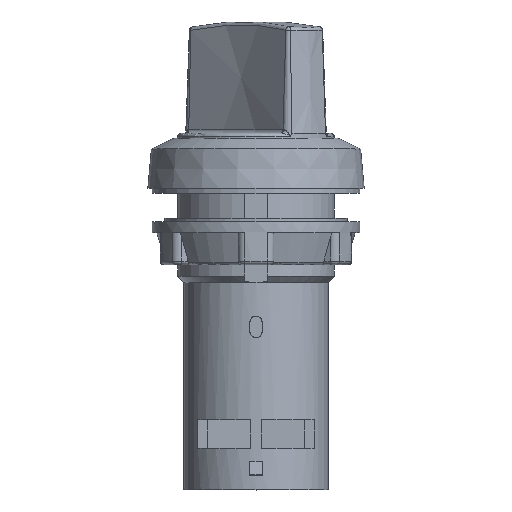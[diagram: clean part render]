
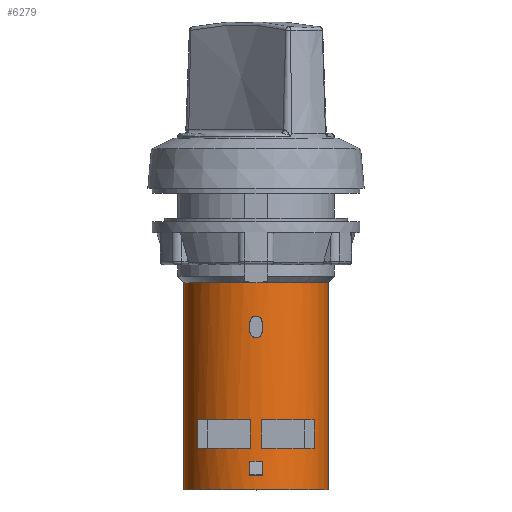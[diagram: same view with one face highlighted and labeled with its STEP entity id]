
A CAD part, top view. The second image highlights one B-rep face of the part: STEP entity #6279.
In plain terms, the highlighted cylindrical face has radius 10.1 mm (diameter 20.2 mm), a partial arc.
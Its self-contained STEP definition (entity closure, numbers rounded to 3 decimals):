
#302=CARTESIAN_POINT('',(0.,-13.2,10.1));
#304=CARTESIAN_POINT('',(0.,-13.2,0.));
#305=DIRECTION('',(0.,-1.,0.));
#306=DIRECTION('',(0.,0.,1.));
#307=AXIS2_PLACEMENT_3D('',#304,#305,#306);
#344=CARTESIAN_POINT('',(0.,-13.2,0.));
#345=DIRECTION('',(0.,-1.,0.));
#346=DIRECTION('',(1.,0.,0.));
#347=AXIS2_PLACEMENT_3D('',#344,#345,#346);
#1664=CARTESIAN_POINT('',(0.,-36.4,0.));
#1665=DIRECTION('',(0.,1.,0.));
#1666=DIRECTION('',(-0.804,0.,0.594));
#1667=AXIS2_PLACEMENT_3D('',#1664,#1665,#1666);
#1669=DIRECTION('',(0.,1.,0.));
#1670=VECTOR('',#1669,4.);
#1671=CARTESIAN_POINT('',(-0.8,-36.4,10.068));
#1672=LINE('',#1671,#1670);
#1673=CARTESIAN_POINT('',(0.,-32.4,0.));
#1674=DIRECTION('',(0.,1.,0.));
#1675=DIRECTION('',(-0.804,0.,0.594));
#1676=AXIS2_PLACEMENT_3D('',#1673,#1674,#1675);
#1678=DIRECTION('',(0.,1.,0.));
#1679=VECTOR('',#1678,4.);
#1680=CARTESIAN_POINT('',(-8.125,-36.4,6.));
#1681=LINE('',#1680,#1679);
#1682=CARTESIAN_POINT('',(0.,-36.4,0.));
#1683=DIRECTION('',(0.,1.,0.));
#1684=DIRECTION('',(0.079,0.,0.997));
#1685=AXIS2_PLACEMENT_3D('',#1682,#1683,#1684);
#1687=DIRECTION('',(0.,1.,0.));
#1688=VECTOR('',#1687,4.);
#1689=CARTESIAN_POINT('',(8.125,-36.4,6.));
#1690=LINE('',#1689,#1688);
#1691=CARTESIAN_POINT('',(0.,-32.4,0.));
#1692=DIRECTION('',(0.,1.,0.));
#1693=DIRECTION('',(0.079,0.,0.997));
#1694=AXIS2_PLACEMENT_3D('',#1691,#1692,#1693);
#1696=DIRECTION('',(0.,1.,0.));
#1697=VECTOR('',#1696,4.);
#1698=CARTESIAN_POINT('',(0.8,-36.4,10.068));
#1699=LINE('',#1698,#1697);
#1700=DIRECTION('',(0.,1.,0.));
#1701=VECTOR('',#1700,2.);
#1702=CARTESIAN_POINT('',(0.9,-40.2,10.06));
#1703=LINE('',#1702,#1701);
#1704=CARTESIAN_POINT('',(0.,-38.2,0.));
#1705=DIRECTION('',(0.,-1.,0.));
#1706=DIRECTION('',(0.089,0.,0.996));
#1707=AXIS2_PLACEMENT_3D('',#1704,#1705,#1706);
#1709=DIRECTION('',(0.,1.,0.));
#1710=VECTOR('',#1709,2.);
#1711=CARTESIAN_POINT('',(-0.9,-40.2,10.06));
#1712=LINE('',#1711,#1710);
#1713=CARTESIAN_POINT('',(0.,-40.2,0.));
#1714=DIRECTION('',(0.,1.,0.));
#1715=DIRECTION('',(-0.089,0.,0.996));
#1716=AXIS2_PLACEMENT_3D('',#1713,#1714,#1715);
#1718=CARTESIAN_POINT('',(0.85,-18.75,10.064));
#1719=CARTESIAN_POINT('',(0.85,-18.658,10.064));
#1720=CARTESIAN_POINT('',(0.822,-18.485,
10.067));
#1721=CARTESIAN_POINT('',(0.699,-18.242,
10.076));
#1722=CARTESIAN_POINT('',(0.508,-18.051,
10.088));
#1723=CARTESIAN_POINT('',(0.267,-17.928,
10.098));
#1724=CARTESIAN_POINT('',(0.,-17.886,10.101));
#1725=CARTESIAN_POINT('',(-0.267,-17.928,
10.098));
#1726=CARTESIAN_POINT('',(-0.508,-18.051,
10.088));
#1727=CARTESIAN_POINT('',(-0.699,-18.242,
10.076));
#1728=CARTESIAN_POINT('',(-0.822,-18.485,
10.067));
#1729=CARTESIAN_POINT('',(-0.85,-18.658,10.064));
#1730=CARTESIAN_POINT('',(-0.85,-18.75,10.064));
#1732=DIRECTION('',(0.,1.,0.));
#1733=VECTOR('',#1732,1.3);
#1734=CARTESIAN_POINT('',(-0.85,-20.05,10.064));
#1735=LINE('',#1734,#1733);
#1736=CARTESIAN_POINT('',(-0.85,-20.05,10.064));
#1737=CARTESIAN_POINT('',(-0.85,-20.142,10.064));
#1738=CARTESIAN_POINT('',(-0.822,-20.315,
10.067));
#1739=CARTESIAN_POINT('',(-0.699,-20.558,
10.076));
#1740=CARTESIAN_POINT('',(-0.508,-20.749,
10.088));
#1741=CARTESIAN_POINT('',(-0.267,-20.872,
10.098));
#1742=CARTESIAN_POINT('',(0.,-20.914,10.101));
#1743=CARTESIAN_POINT('',(0.267,-20.872,
10.098));
#1744=CARTESIAN_POINT('',(0.508,-20.749,
10.088));
#1745=CARTESIAN_POINT('',(0.699,-20.558,
10.076));
#1746=CARTESIAN_POINT('',(0.822,-20.315,
10.067));
#1747=CARTESIAN_POINT('',(0.85,-20.142,10.064));
#1748=CARTESIAN_POINT('',(0.85,-20.05,10.064));
#1750=DIRECTION('',(0.,1.,0.));
#1751=VECTOR('',#1750,1.3);
#1752=CARTESIAN_POINT('',(0.85,-20.05,10.064));
#1753=LINE('',#1752,#1751);
#1754=DIRECTION('',(0.,1.,0.));
#1755=VECTOR('',#1754,29.);
#1756=CARTESIAN_POINT('',(10.1,-42.2,0.));
#1757=LINE('',#1756,#1755);
#1758=CARTESIAN_POINT('',(0.,-42.2,0.));
#1759=DIRECTION('',(0.,-1.,0.));
#1760=DIRECTION('',(1.,0.,0.));
#1761=AXIS2_PLACEMENT_3D('',#1758,#1759,#1760);
#1763=DIRECTION('',(0.,1.,0.));
#1764=VECTOR('',#1763,29.);
#1765=CARTESIAN_POINT('',(-10.1,-42.2,0.));
#1766=LINE('',#1765,#1764);
#3373=CARTESIAN_POINT('',(10.1,-42.2,0.));
#3374=CARTESIAN_POINT('',(10.1,-13.2,0.));
#3375=VERTEX_POINT('',#3373);
#3376=VERTEX_POINT('',#3374);
#3389=CARTESIAN_POINT('',(-10.1,-42.2,0.));
#3390=CARTESIAN_POINT('',(-10.1,-13.2,0.));
#3391=VERTEX_POINT('',#3389);
#3392=VERTEX_POINT('',#3390);
#3419=CARTESIAN_POINT('',(-8.125,-36.4,6.));
#3420=CARTESIAN_POINT('',(-0.8,-36.4,10.068));
#3421=VERTEX_POINT('',#3419);
#3422=VERTEX_POINT('',#3420);
#3423=CARTESIAN_POINT('',(0.8,-36.4,10.068));
#3424=CARTESIAN_POINT('',(8.125,-36.4,6.));
#3425=VERTEX_POINT('',#3423);
#3426=VERTEX_POINT('',#3424);
#3427=CARTESIAN_POINT('',(-8.125,-32.4,6.));
#3428=CARTESIAN_POINT('',(-0.8,-32.4,10.068));
#3429=VERTEX_POINT('',#3427);
#3430=VERTEX_POINT('',#3428);
#3431=CARTESIAN_POINT('',(0.8,-32.4,10.068));
#3432=CARTESIAN_POINT('',(8.125,-32.4,6.));
#3433=VERTEX_POINT('',#3431);
#3434=VERTEX_POINT('',#3432);
#3467=CARTESIAN_POINT('',(0.9,-40.2,10.06));
#3468=CARTESIAN_POINT('',(0.9,-38.2,10.06));
#3469=VERTEX_POINT('',#3467);
#3470=VERTEX_POINT('',#3468);
#3471=CARTESIAN_POINT('',(-0.9,-40.2,10.06));
#3472=CARTESIAN_POINT('',(-0.9,-38.2,10.06));
#3473=VERTEX_POINT('',#3471);
#3474=VERTEX_POINT('',#3472);
#3476=CARTESIAN_POINT('',(0.85,-18.75,10.064));
#3478=VERTEX_POINT('',#3476);
#3485=CARTESIAN_POINT('',(0.85,-20.05,10.064));
#3486=VERTEX_POINT('',#3485);
#3487=CARTESIAN_POINT('',(-0.85,-20.05,10.064));
#3488=CARTESIAN_POINT('',(-0.85,-18.75,10.064));
#3489=VERTEX_POINT('',#3487);
#3490=VERTEX_POINT('',#3488);
#3521=VERTEX_POINT('',#302);
#6229=CARTESIAN_POINT('',(0.,-44.66,0.));
#6230=DIRECTION('',(0.,1.,0.));
#6231=DIRECTION('',(1.,0.,0.));
#6232=AXIS2_PLACEMENT_3D('',#6229,#6230,#6231);
#6233=CYLINDRICAL_SURFACE('',#6232,10.1);
#6234=ORIENTED_EDGE('',*,*,#4381,.F.);
#6235=ORIENTED_EDGE('',*,*,#5848,.F.);
#6236=ORIENTED_EDGE('',*,*,#6218,.T.);
#6237=ORIENTED_EDGE('',*,*,#5844,.T.);
#6238=ORIENTED_EDGE('',*,*,#4360,.F.);
#6239=EDGE_LOOP('',(#6234,#6235,#6236,#6237,#6238));
#6240=FACE_OUTER_BOUND('',#6239,.F.);
#6241=ORIENTED_EDGE('',*,*,#5950,.T.);
#6243=ORIENTED_EDGE('',*,*,#6242,.T.);
#6245=ORIENTED_EDGE('',*,*,#6244,.F.);
#6247=ORIENTED_EDGE('',*,*,#6246,.F.);
#6248=EDGE_LOOP('',(#6241,#6243,#6245,#6247));
#6249=FACE_BOUND('',#6248,.F.);
#6251=ORIENTED_EDGE('',*,*,#6250,.T.);
#6253=ORIENTED_EDGE('',*,*,#6252,.T.);
#6255=ORIENTED_EDGE('',*,*,#6254,.F.);
#6257=ORIENTED_EDGE('',*,*,#6256,.T.);
#6258=EDGE_LOOP('',(#6251,#6253,#6255,#6257));
#6259=FACE_BOUND('',#6258,.F.);
#6261=ORIENTED_EDGE('',*,*,#6260,.T.);
#6263=ORIENTED_EDGE('',*,*,#6262,.F.);
#6265=ORIENTED_EDGE('',*,*,#6264,.T.);
#6267=ORIENTED_EDGE('',*,*,#6266,.T.);
#6268=EDGE_LOOP('',(#6261,#6263,#6265,#6267));
#6269=FACE_BOUND('',#6268,.F.);
#6270=ORIENTED_EDGE('',*,*,#5902,.T.);
#6272=ORIENTED_EDGE('',*,*,#6271,.T.);
#6274=ORIENTED_EDGE('',*,*,#6273,.F.);
#6276=ORIENTED_EDGE('',*,*,#6275,.F.);
#6277=EDGE_LOOP('',(#6270,#6272,#6274,#6276));
#6278=FACE_BOUND('',#6277,.F.);
#308=CIRCLE('',#307,10.1);
#348=CIRCLE('',#347,10.1);
#1668=CIRCLE('',#1667,10.1);
#1677=CIRCLE('',#1676,10.1);
#1686=CIRCLE('',#1685,10.1);
#1695=CIRCLE('',#1694,10.1);
#1708=CIRCLE('',#1707,10.1);
#1717=CIRCLE('',#1716,10.1);
#1731=B_SPLINE_CURVE_WITH_KNOTS('',3,(#1718,#1719,#1720,#1721,#1722,#1723,#1724,
#1725,#1726,#1727,#1728,#1729,#1730),.UNSPECIFIED.,.F.,.F.,(4,1,1,1,1,1,1,1,1,1,
4),(0.,0.1,0.2,0.3,0.4,0.5,0.6,0.7,0.8,0.9,1.),
.UNSPECIFIED.);
#1749=B_SPLINE_CURVE_WITH_KNOTS('',3,(#1736,#1737,#1738,#1739,#1740,#1741,#1742,
#1743,#1744,#1745,#1746,#1747,#1748),.UNSPECIFIED.,.F.,.F.,(4,1,1,1,1,1,1,1,1,1,
4),(0.,0.1,0.2,0.3,0.4,0.5,0.6,0.7,0.8,0.9,1.),
.UNSPECIFIED.);
#1762=CIRCLE('',#1761,10.1);
#4360=EDGE_CURVE('',#3521,#3392,#308,.T.);
#4381=EDGE_CURVE('',#3376,#3521,#348,.T.);
#5844=EDGE_CURVE('',#3391,#3392,#1766,.T.);
#5848=EDGE_CURVE('',#3375,#3376,#1757,.T.);
#5902=EDGE_CURVE('',#3421,#3422,#1668,.T.);
#5950=EDGE_CURVE('',#3425,#3426,#1686,.T.);
#6218=EDGE_CURVE('',#3375,#3391,#1762,.T.);
#6242=EDGE_CURVE('',#3426,#3434,#1690,.T.);
#6244=EDGE_CURVE('',#3433,#3434,#1695,.T.);
#6246=EDGE_CURVE('',#3425,#3433,#1699,.T.);
#6250=EDGE_CURVE('',#3469,#3470,#1703,.T.);
#6252=EDGE_CURVE('',#3470,#3474,#1708,.T.);
#6254=EDGE_CURVE('',#3473,#3474,#1712,.T.);
#6256=EDGE_CURVE('',#3473,#3469,#1717,.T.);
#6260=EDGE_CURVE('',#3478,#3490,#1731,.T.);
#6262=EDGE_CURVE('',#3489,#3490,#1735,.T.);
#6264=EDGE_CURVE('',#3489,#3486,#1749,.T.);
#6266=EDGE_CURVE('',#3486,#3478,#1753,.T.);
#6271=EDGE_CURVE('',#3422,#3430,#1672,.T.);
#6273=EDGE_CURVE('',#3429,#3430,#1677,.T.);
#6275=EDGE_CURVE('',#3421,#3429,#1681,.T.);
#6279=ADVANCED_FACE('',(#6240,#6249,#6259,#6269,#6278),#6233,.T.);
